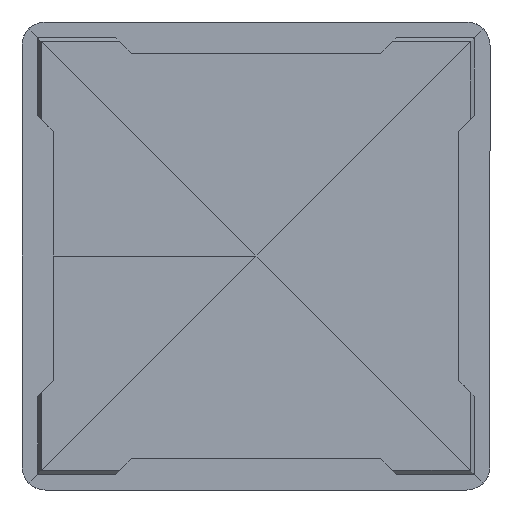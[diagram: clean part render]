
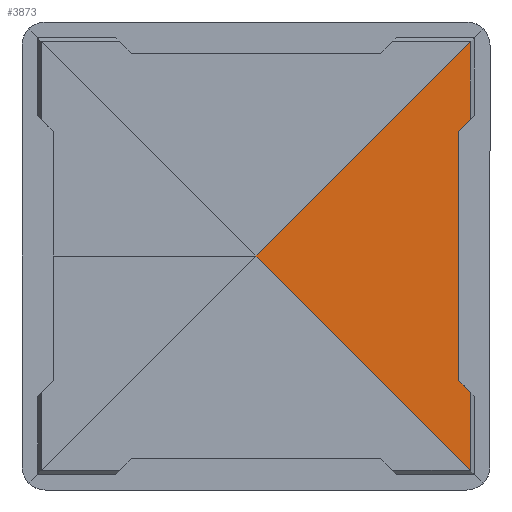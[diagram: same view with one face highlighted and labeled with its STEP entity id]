
A CAD part, front view. The second image highlights one B-rep face of the part: STEP entity #3873.
In plain terms, the highlighted planar face has unit normal (0, -1, 0).
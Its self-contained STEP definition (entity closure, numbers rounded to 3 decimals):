
#136 = VECTOR ( 'NONE', #2442, 1000. ) ;
#140 = CARTESIAN_POINT ( 'NONE',  ( 30., 0., 20. ) ) ;
#261 = VECTOR ( 'NONE', #1308, 1000. ) ;
#462 = DIRECTION ( 'NONE',  ( 0.707, 0., -0.707 ) ) ;
#465 = ORIENTED_EDGE ( 'NONE', *, *, #2593, .F. ) ;
#524 = VERTEX_POINT ( 'NONE', #3306 ) ;
#585 = PLANE ( 'NONE',  #2848 ) ;
#657 = ORIENTED_EDGE ( 'NONE', *, *, #877, .F. ) ;
#693 = VECTOR ( 'NONE', #716, 1000. ) ;
#716 = DIRECTION ( 'NONE',  ( -0.707, 0., -0.707 ) ) ;
#845 = CARTESIAN_POINT ( 'NONE',  ( 26., 0., 16. ) ) ;
#875 = ORIENTED_EDGE ( 'NONE', *, *, #3492, .T. ) ;
#877 = EDGE_CURVE ( 'NONE', #3640, #2562, #3449, .T. ) ;
#979 = EDGE_LOOP ( 'NONE', ( #657, #3929, #465, #3736, #875, #1612, #3147 ) ) ;
#1125 = VECTOR ( 'NONE', #3269, 1000. ) ;
#1127 = CARTESIAN_POINT ( 'NONE',  ( 26., 0., -16. ) ) ;
#1219 = CARTESIAN_POINT ( 'NONE',  ( -15.8, 0., 15.8 ) ) ;
#1302 = CARTESIAN_POINT ( 'NONE',  ( 27.5, 0., -17.5 ) ) ;
#1308 = DIRECTION ( 'NONE',  ( 0.707, 0., 0.707 ) ) ;
#1377 = VERTEX_POINT ( 'NONE', #2511 ) ;
#1541 = LINE ( 'NONE', #1219, #136 ) ;
#1612 = ORIENTED_EDGE ( 'NONE', *, *, #2640, .F. ) ;
#1746 = CARTESIAN_POINT ( 'NONE',  ( 0., 0., -31.6 ) ) ;
#1772 = DIRECTION ( 'NONE',  ( 0., 0., 1. ) ) ;
#1914 = CARTESIAN_POINT ( 'NONE',  ( -15.8, 0., -15.8 ) ) ;
#1986 = VERTEX_POINT ( 'NONE', #1302 ) ;
#1987 = LINE ( 'NONE', #1914, #261 ) ;
#2068 = CARTESIAN_POINT ( 'NONE',  ( 27.5, 0., -31.6 ) ) ;
#2086 = FACE_OUTER_BOUND ( 'NONE', #979, .T. ) ;
#2365 = DIRECTION ( 'NONE',  ( -1., 0., 0. ) ) ;
#2390 = DIRECTION ( 'NONE',  ( 0., 0., 1. ) ) ;
#2442 = DIRECTION ( 'NONE',  ( 0.707, 0., -0.707 ) ) ;
#2511 = CARTESIAN_POINT ( 'NONE',  ( 0., 0., 0. ) ) ;
#2562 = VERTEX_POINT ( 'NONE', #2884 ) ;
#2593 = EDGE_CURVE ( 'NONE', #1377, #524, #1987, .T. ) ;
#2640 = EDGE_CURVE ( 'NONE', #3391, #1986, #3439, .T. ) ;
#2657 = LINE ( 'NONE', #845, #1125 ) ;
#2720 = DIRECTION ( 'NONE',  ( 0., 1., 0. ) ) ;
#2848 = AXIS2_PLACEMENT_3D ( 'NONE', #1746, #2720, #2365 ) ;
#2884 = CARTESIAN_POINT ( 'NONE',  ( 26., 0., 16. ) ) ;
#2903 = VERTEX_POINT ( 'NONE', #3424 ) ;
#2974 = CARTESIAN_POINT ( 'NONE',  ( 27.5, 0., -31.6 ) ) ;
#2996 = LINE ( 'NONE', #2974, #3032 ) ;
#3032 = VECTOR ( 'NONE', #2390, 1000. ) ;
#3044 = EDGE_CURVE ( 'NONE', #1377, #2903, #1541, .T. ) ;
#3085 = CARTESIAN_POINT ( 'NONE',  ( 27.5, 0., 17.5 ) ) ;
#3147 = ORIENTED_EDGE ( 'NONE', *, *, #3894, .F. ) ;
#3183 = VECTOR ( 'NONE', #462, 1000. ) ;
#3192 = CARTESIAN_POINT ( 'NONE',  ( 26., 0., -16. ) ) ;
#3269 = DIRECTION ( 'NONE',  ( 0., 0., -1. ) ) ;
#3306 = CARTESIAN_POINT ( 'NONE',  ( 27.5, 0., 27.5 ) ) ;
#3391 = VERTEX_POINT ( 'NONE', #1127 ) ;
#3424 = CARTESIAN_POINT ( 'NONE',  ( 27.5, 0., -27.5 ) ) ;
#3439 = LINE ( 'NONE', #3192, #3183 ) ;
#3449 = LINE ( 'NONE', #140, #693 ) ;
#3492 = EDGE_CURVE ( 'NONE', #2903, #1986, #3933, .T. ) ;
#3527 = EDGE_CURVE ( 'NONE', #3640, #524, #2996, .T. ) ;
#3539 = VECTOR ( 'NONE', #1772, 1000. ) ;
#3640 = VERTEX_POINT ( 'NONE', #3085 ) ;
#3736 = ORIENTED_EDGE ( 'NONE', *, *, #3044, .T. ) ;
#3873 = ADVANCED_FACE ( 'NONE', ( #2086 ), #585, .F. ) ;
#3894 = EDGE_CURVE ( 'NONE', #2562, #3391, #2657, .T. ) ;
#3929 = ORIENTED_EDGE ( 'NONE', *, *, #3527, .T. ) ;
#3933 = LINE ( 'NONE', #2068, #3539 ) ;
